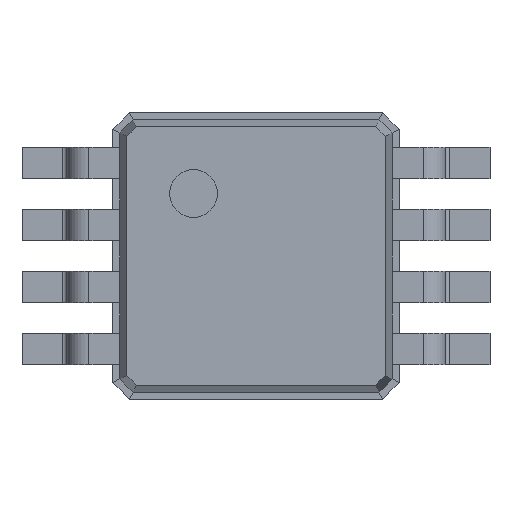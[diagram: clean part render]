
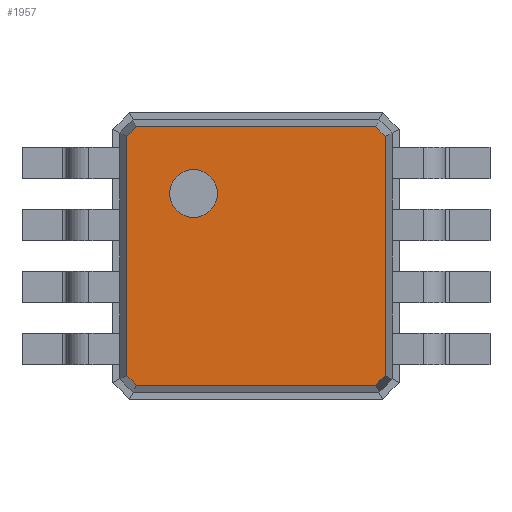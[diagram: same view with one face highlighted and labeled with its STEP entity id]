
A CAD part, top view. The second image highlights one B-rep face of the part: STEP entity #1957.
In plain terms, the highlighted planar face has unit normal (0, 0, 1).
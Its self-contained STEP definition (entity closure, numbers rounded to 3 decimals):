
#984 = VERTEX_POINT('',#985);
#985 = CARTESIAN_POINT('',(1.354,-1.252,0.95));
#990 = EDGE_CURVE('',#991,#984,#993,.T.);
#991 = VERTEX_POINT('',#992);
#992 = CARTESIAN_POINT('',(1.354,1.252,0.95));
#993 = LINE('',#994,#995);
#994 = CARTESIAN_POINT('',(1.354,1.252,0.95));
#995 = VECTOR('',#996,1.);
#996 = DIRECTION('',(0.,-1.,0.));
#1940 = EDGE_CURVE('',#1941,#991,#1943,.T.);
#1941 = VERTEX_POINT('',#1942);
#1942 = CARTESIAN_POINT('',(1.252,1.354,0.95));
#1943 = LINE('',#1944,#1945);
#1944 = CARTESIAN_POINT('',(1.252,1.354,0.95));
#1945 = VECTOR('',#1946,1.);
#1946 = DIRECTION('',(0.707,-0.707,0.));
#1957 = ADVANCED_FACE('',(#1958,#2008),#2019,.T.);
#1958 = FACE_BOUND('',#1959,.T.);
#1959 = EDGE_LOOP('',(#1960,#1968,#1976,#1984,#1992,#2000,#2006,#2007));
#1960 = ORIENTED_EDGE('',*,*,#1961,.F.);
#1961 = EDGE_CURVE('',#1962,#1941,#1964,.T.);
#1962 = VERTEX_POINT('',#1963);
#1963 = CARTESIAN_POINT('',(-1.252,1.354,0.95));
#1964 = LINE('',#1965,#1966);
#1965 = CARTESIAN_POINT('',(-1.252,1.354,0.95));
#1966 = VECTOR('',#1967,1.);
#1967 = DIRECTION('',(1.,0.,0.));
#1968 = ORIENTED_EDGE('',*,*,#1969,.F.);
#1969 = EDGE_CURVE('',#1970,#1962,#1972,.T.);
#1970 = VERTEX_POINT('',#1971);
#1971 = CARTESIAN_POINT('',(-1.354,1.252,0.95));
#1972 = LINE('',#1973,#1974);
#1973 = CARTESIAN_POINT('',(-1.354,1.252,0.95));
#1974 = VECTOR('',#1975,1.);
#1975 = DIRECTION('',(0.707,0.707,0.));
#1976 = ORIENTED_EDGE('',*,*,#1977,.F.);
#1977 = EDGE_CURVE('',#1978,#1970,#1980,.T.);
#1978 = VERTEX_POINT('',#1979);
#1979 = CARTESIAN_POINT('',(-1.354,-1.252,0.95));
#1980 = LINE('',#1981,#1982);
#1981 = CARTESIAN_POINT('',(-1.354,-1.252,0.95));
#1982 = VECTOR('',#1983,1.);
#1983 = DIRECTION('',(0.,1.,0.));
#1984 = ORIENTED_EDGE('',*,*,#1985,.F.);
#1985 = EDGE_CURVE('',#1986,#1978,#1988,.T.);
#1986 = VERTEX_POINT('',#1987);
#1987 = CARTESIAN_POINT('',(-1.252,-1.354,0.95));
#1988 = LINE('',#1989,#1990);
#1989 = CARTESIAN_POINT('',(-1.252,-1.354,0.95));
#1990 = VECTOR('',#1991,1.);
#1991 = DIRECTION('',(-0.707,0.707,0.));
#1992 = ORIENTED_EDGE('',*,*,#1993,.F.);
#1993 = EDGE_CURVE('',#1994,#1986,#1996,.T.);
#1994 = VERTEX_POINT('',#1995);
#1995 = CARTESIAN_POINT('',(1.252,-1.354,0.95));
#1996 = LINE('',#1997,#1998);
#1997 = CARTESIAN_POINT('',(1.252,-1.354,0.95));
#1998 = VECTOR('',#1999,1.);
#1999 = DIRECTION('',(-1.,0.,0.));
#2000 = ORIENTED_EDGE('',*,*,#2001,.F.);
#2001 = EDGE_CURVE('',#984,#1994,#2002,.T.);
#2002 = LINE('',#2003,#2004);
#2003 = CARTESIAN_POINT('',(1.354,-1.252,0.95));
#2004 = VECTOR('',#2005,1.);
#2005 = DIRECTION('',(-0.707,-0.707,0.));
#2006 = ORIENTED_EDGE('',*,*,#990,.F.);
#2007 = ORIENTED_EDGE('',*,*,#1940,.F.);
#2008 = FACE_BOUND('',#2009,.T.);
#2009 = EDGE_LOOP('',(#2010));
#2010 = ORIENTED_EDGE('',*,*,#2011,.F.);
#2011 = EDGE_CURVE('',#2012,#2012,#2014,.T.);
#2012 = VERTEX_POINT('',#2013);
#2013 = CARTESIAN_POINT('',(-0.654,0.404,0.95));
#2014 = CIRCLE('',#2015,0.25);
#2015 = AXIS2_PLACEMENT_3D('',#2016,#2017,#2018);
#2016 = CARTESIAN_POINT('',(-0.654,0.654,0.95));
#2017 = DIRECTION('',(0.,0.,1.));
#2018 = DIRECTION('',(0.,-1.,0.));
#2019 = PLANE('',#2020);
#2020 = AXIS2_PLACEMENT_3D('',#2021,#2022,#2023);
#2021 = CARTESIAN_POINT('',(-1.252,1.354,0.95));
#2022 = DIRECTION('',(0.,0.,1.));
#2023 = DIRECTION('',(0.679,-0.734,0.));
